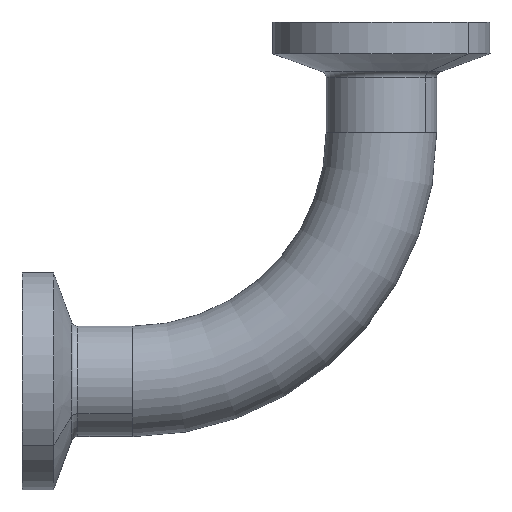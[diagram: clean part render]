
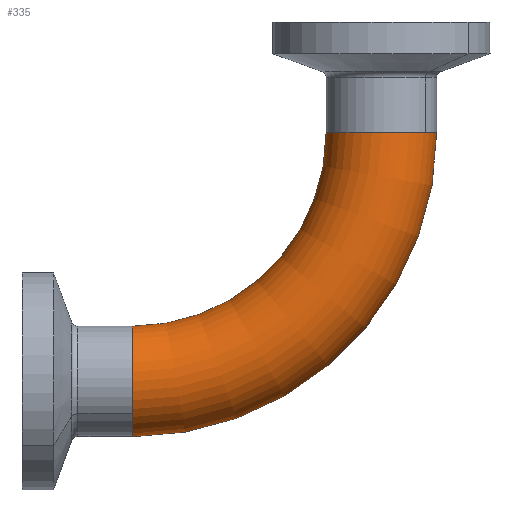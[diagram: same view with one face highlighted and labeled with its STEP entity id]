
A CAD part, front view. The second image highlights one B-rep face of the part: STEP entity #335.
In plain terms, the highlighted toroidal (fillet/blend) face has major radius 28.6 mm and minor radius 6.35 mm.
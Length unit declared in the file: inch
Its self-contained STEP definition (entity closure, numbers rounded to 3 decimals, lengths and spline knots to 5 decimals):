
#60 = DIRECTION ( 'NONE',  ( 1., 0., 0. ) ) ;
#108 = DIRECTION ( 'NONE',  ( 1., 0., 0. ) ) ;
#143 = DIRECTION ( 'NONE',  ( 0., -1., 0. ) ) ;
#151 = CARTESIAN_POINT ( 'NONE',  ( 0., 0., 0. ) ) ;
#167 = DIRECTION ( 'NONE',  ( 0., -1., 0. ) ) ;
#170 = CIRCLE ( 'NONE', #951, 1.37598 ) ;
#181 = FACE_OUTER_BOUND ( 'NONE', #424, .T. ) ;
#202 = CARTESIAN_POINT ( 'NONE',  ( 1.37598, 0., 0. ) ) ;
#225 = ORIENTED_EDGE ( 'NONE', *, *, #533, .T. ) ;
#231 = DIRECTION ( 'NONE',  ( 0., 0., 1. ) ) ;
#238 = ORIENTED_EDGE ( 'NONE', *, *, #350, .T. ) ;
#299 = CARTESIAN_POINT ( 'NONE',  ( 0., 0., -1.37598 ) ) ;
#335 = ADVANCED_FACE ( 'NONE', ( #181 ), #960, .T. ) ;
#350 = EDGE_CURVE ( 'NONE', #856, #495, #170, .T. ) ;
#353 = DIRECTION ( 'NONE',  ( 0., 0., -1. ) ) ;
#362 = VERTEX_POINT ( 'NONE', #707 ) ;
#389 = VERTEX_POINT ( 'NONE', #770 ) ;
#424 = EDGE_LOOP ( 'NONE', ( #225, #238, #923, #868 ) ) ;
#425 = AXIS2_PLACEMENT_3D ( 'NONE', #979, #231, #60 ) ;
#495 = VERTEX_POINT ( 'NONE', #202 ) ;
#503 = CARTESIAN_POINT ( 'NONE',  ( 0., 0., -1.12598 ) ) ;
#533 = EDGE_CURVE ( 'NONE', #362, #856, #795, .T. ) ;
#568 = AXIS2_PLACEMENT_3D ( 'NONE', #931, #167, #933 ) ;
#608 = DIRECTION ( 'NONE',  ( 0., -1., 0. ) ) ;
#612 = CIRCLE ( 'NONE', #425, 0.25 ) ;
#685 = AXIS2_PLACEMENT_3D ( 'NONE', #151, #143, #911 ) ;
#707 = CARTESIAN_POINT ( 'NONE',  ( 0., 0., -0.87598 ) ) ;
#754 = DIRECTION ( 'NONE',  ( 0., 0., -1. ) ) ;
#770 = CARTESIAN_POINT ( 'NONE',  ( 0.87598, 0., 0. ) ) ;
#795 = CIRCLE ( 'NONE', #982, 0.25 ) ;
#802 = CIRCLE ( 'NONE', #685, 0.87598 ) ;
#829 = CARTESIAN_POINT ( 'NONE',  ( 0., 0., 0. ) ) ;
#856 = VERTEX_POINT ( 'NONE', #299 ) ;
#868 = ORIENTED_EDGE ( 'NONE', *, *, #952, .F. ) ;
#895 = EDGE_CURVE ( 'NONE', #389, #495, #612, .T. ) ;
#911 = DIRECTION ( 'NONE',  ( 0., 0., -1. ) ) ;
#923 = ORIENTED_EDGE ( 'NONE', *, *, #895, .F. ) ;
#931 = CARTESIAN_POINT ( 'NONE',  ( 0., 0., 0. ) ) ;
#933 = DIRECTION ( 'NONE',  ( 0., 0., -1. ) ) ;
#951 = AXIS2_PLACEMENT_3D ( 'NONE', #829, #608, #754 ) ;
#952 = EDGE_CURVE ( 'NONE', #362, #389, #802, .T. ) ;
#960 = TOROIDAL_SURFACE ( 'NONE', #568, 1.12598, 0.25 ) ;
#979 = CARTESIAN_POINT ( 'NONE',  ( 1.12598, 0., 0. ) ) ;
#982 = AXIS2_PLACEMENT_3D ( 'NONE', #503, #108, #353 ) ;
